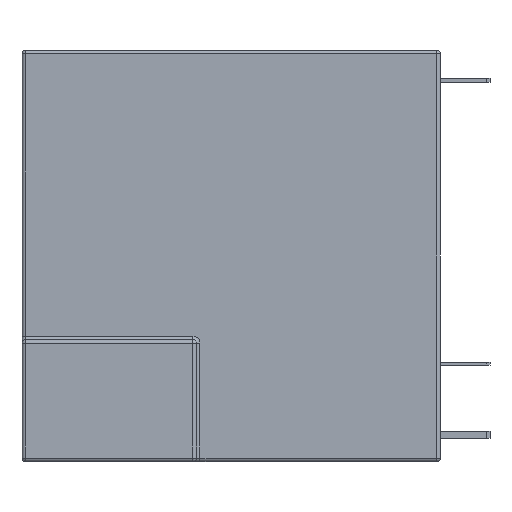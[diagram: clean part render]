
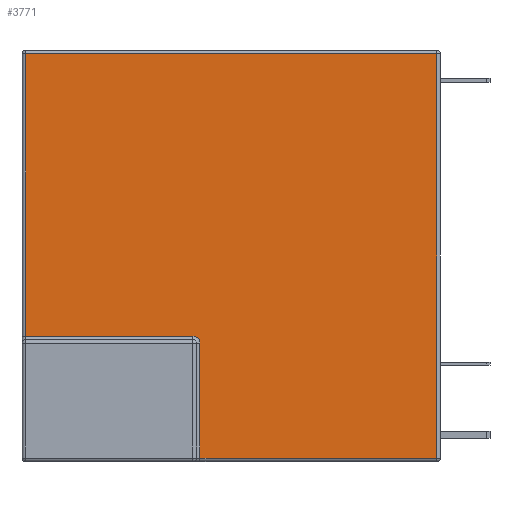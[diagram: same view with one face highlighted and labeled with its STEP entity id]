
A CAD part, left-side view. The second image highlights one B-rep face of the part: STEP entity #3771.
In plain terms, the highlighted planar face has unit normal (-1, 0, 0).
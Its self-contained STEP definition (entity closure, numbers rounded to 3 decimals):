
#13 = VECTOR ( 'NONE', #5332, 1000. ) ;
#51 = EDGE_CURVE ( 'NONE', #2298, #249, #4013, .T. ) ;
#140 = DIRECTION ( 'NONE',  ( 0., 1., 0. ) ) ;
#150 = DIRECTION ( 'NONE',  ( 0., 0., 1. ) ) ;
#249 = VERTEX_POINT ( 'NONE', #4666 ) ;
#260 = VECTOR ( 'NONE', #140, 1000. ) ;
#499 = ORIENTED_EDGE ( 'NONE', *, *, #5004, .T. ) ;
#547 = VERTEX_POINT ( 'NONE', #3723 ) ;
#611 = CARTESIAN_POINT ( 'NONE',  ( -6.75, 14.75, 0.25 ) ) ;
#719 = ORIENTED_EDGE ( 'NONE', *, *, #51, .T. ) ;
#740 = EDGE_CURVE ( 'NONE', #836, #2286, #5322, .T. ) ;
#836 = VERTEX_POINT ( 'NONE', #1090 ) ;
#866 = ORIENTED_EDGE ( 'NONE', *, *, #2884, .T. ) ;
#884 = CARTESIAN_POINT ( 'NONE',  ( -6.75, -14.5, 28.75 ) ) ;
#966 = CARTESIAN_POINT ( 'NONE',  ( -6.75, 14.75, 28.75 ) ) ;
#974 = LINE ( 'NONE', #611, #5060 ) ;
#1016 = LINE ( 'NONE', #2774, #13 ) ;
#1090 = CARTESIAN_POINT ( 'NONE',  ( -6.75, 14.5, 8.85 ) ) ;
#1109 = CARTESIAN_POINT ( 'NONE',  ( -6.75, 14.75, 29. ) ) ;
#1323 = ORIENTED_EDGE ( 'NONE', *, *, #740, .T. ) ;
#1361 = VERTEX_POINT ( 'NONE', #1865 ) ;
#1386 = CARTESIAN_POINT ( 'NONE',  ( -6.75, 2.7, 8.35 ) ) ;
#1472 = DIRECTION ( 'NONE',  ( 0., 1., 0. ) ) ;
#1865 = CARTESIAN_POINT ( 'NONE',  ( -6.75, 2.2, 0.25 ) ) ;
#1910 = CARTESIAN_POINT ( 'NONE',  ( -6.75, -14.5, 29. ) ) ;
#2002 = VECTOR ( 'NONE', #150, 1000. ) ;
#2185 = DIRECTION ( 'NONE',  ( 1., 0., 0. ) ) ;
#2252 = CARTESIAN_POINT ( 'NONE',  ( -6.75, 2.45, 8.85 ) ) ;
#2253 = CARTESIAN_POINT ( 'NONE',  ( -6.75, 2.2, 8.35 ) ) ;
#2286 = VERTEX_POINT ( 'NONE', #5205 ) ;
#2298 = VERTEX_POINT ( 'NONE', #884 ) ;
#2681 = DIRECTION ( 'NONE',  ( -1., 0., 0. ) ) ;
#2709 = VECTOR ( 'NONE', #3559, 1000. ) ;
#2774 = CARTESIAN_POINT ( 'NONE',  ( -6.75, 2.2, 29. ) ) ;
#2884 = EDGE_CURVE ( 'NONE', #547, #2298, #3116, .T. ) ;
#3116 = LINE ( 'NONE', #1910, #2002 ) ;
#3326 = LINE ( 'NONE', #3352, #4632 ) ;
#3352 = CARTESIAN_POINT ( 'NONE',  ( -6.75, 14.5, 29. ) ) ;
#3511 = EDGE_LOOP ( 'NONE', ( #499, #1323, #4670, #4911, #3575, #866, #719 ) ) ;
#3559 = DIRECTION ( 'NONE',  ( 0., -1., 0. ) ) ;
#3575 = ORIENTED_EDGE ( 'NONE', *, *, #3612, .T. ) ;
#3612 = EDGE_CURVE ( 'NONE', #1361, #547, #974, .T. ) ;
#3723 = CARTESIAN_POINT ( 'NONE',  ( -6.75, -14.5, 0.25 ) ) ;
#3771 = ADVANCED_FACE ( 'NONE', ( #4180 ), #5539, .F. ) ;
#3840 = DIRECTION ( 'NONE',  ( 0., 1., 0. ) ) ;
#4013 = LINE ( 'NONE', #966, #260 ) ;
#4110 = EDGE_CURVE ( 'NONE', #4345, #1361, #1016, .T. ) ;
#4180 = FACE_OUTER_BOUND ( 'NONE', #3511, .T. ) ;
#4345 = VERTEX_POINT ( 'NONE', #2253 ) ;
#4450 = DIRECTION ( 'NONE',  ( 0., -1., 0. ) ) ;
#4632 = VECTOR ( 'NONE', #5518, 1000. ) ;
#4666 = CARTESIAN_POINT ( 'NONE',  ( -6.75, 14.5, 28.75 ) ) ;
#4670 = ORIENTED_EDGE ( 'NONE', *, *, #5574, .F. ) ;
#4760 = AXIS2_PLACEMENT_3D ( 'NONE', #1386, #2681, #1472 ) ;
#4911 = ORIENTED_EDGE ( 'NONE', *, *, #4110, .T. ) ;
#5004 = EDGE_CURVE ( 'NONE', #249, #836, #3326, .T. ) ;
#5060 = VECTOR ( 'NONE', #4450, 1000. ) ;
#5146 = AXIS2_PLACEMENT_3D ( 'NONE', #1109, #2185, #3840 ) ;
#5205 = CARTESIAN_POINT ( 'NONE',  ( -6.75, 2.7, 8.85 ) ) ;
#5322 = LINE ( 'NONE', #2252, #2709 ) ;
#5332 = DIRECTION ( 'NONE',  ( 0., 0., -1. ) ) ;
#5518 = DIRECTION ( 'NONE',  ( 0., 0., -1. ) ) ;
#5539 = PLANE ( 'NONE',  #5146 ) ;
#5551 = CIRCLE ( 'NONE', #4760, 0.5 ) ;
#5574 = EDGE_CURVE ( 'NONE', #4345, #2286, #5551, .T. ) ;
